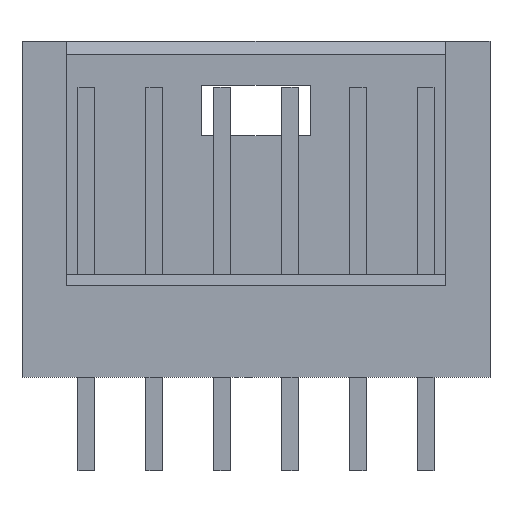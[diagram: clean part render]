
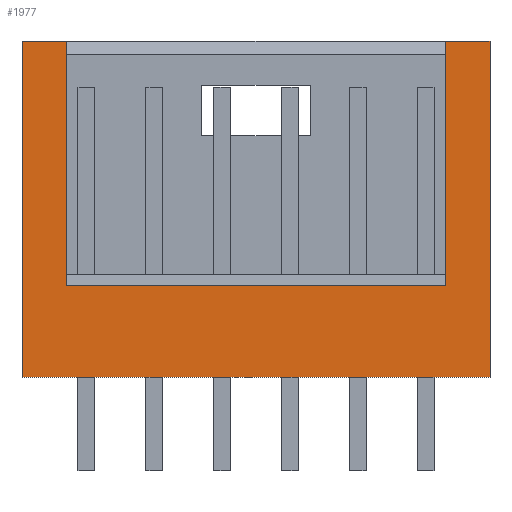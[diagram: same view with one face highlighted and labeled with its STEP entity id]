
A CAD part, front view. The second image highlights one B-rep face of the part: STEP entity #1977.
In plain terms, the highlighted planar face has unit normal (0, -1, 0).
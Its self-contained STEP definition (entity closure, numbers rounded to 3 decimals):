
#185=DIRECTION('',(1.,0.,0.));
#186=VECTOR('',#185,1.655);
#187=CARTESIAN_POINT('',(7.11,-2.21,0.));
#188=LINE('',#187,#186);
#193=DIRECTION('',(1.,0.,0.));
#194=VECTOR('',#193,1.655);
#195=CARTESIAN_POINT('',(-8.765,-2.21,0.));
#196=LINE('',#195,#194);
#421=DIRECTION('',(0.,0.,-1.));
#422=VECTOR('',#421,9.17);
#423=CARTESIAN_POINT('',(7.11,-2.21,0.));
#424=LINE('',#423,#422);
#425=DIRECTION('',(0.,0.,-1.));
#426=VECTOR('',#425,12.6);
#427=CARTESIAN_POINT('',(-8.765,-2.21,0.));
#428=LINE('',#427,#426);
#429=DIRECTION('',(0.,0.,-1.));
#430=VECTOR('',#429,9.17);
#431=CARTESIAN_POINT('',(-7.11,-2.21,0.));
#432=LINE('',#431,#430);
#433=DIRECTION('',(1.,0.,0.));
#434=VECTOR('',#433,14.22);
#435=CARTESIAN_POINT('',(-7.11,-2.21,-9.17));
#436=LINE('',#435,#434);
#449=DIRECTION('',(0.,0.,-1.));
#450=VECTOR('',#449,12.6);
#451=CARTESIAN_POINT('',(8.765,-2.21,0.));
#452=LINE('',#451,#450);
#485=DIRECTION('',(1.,0.,0.));
#486=VECTOR('',#485,17.53);
#487=CARTESIAN_POINT('',(-8.765,-2.21,-12.6));
#488=LINE('',#487,#486);
#1198=CARTESIAN_POINT('',(-8.765,-2.21,-12.6));
#1200=VERTEX_POINT('',#1198);
#1201=CARTESIAN_POINT('',(8.765,-2.21,-12.6));
#1202=VERTEX_POINT('',#1201);
#1205=CARTESIAN_POINT('',(-8.765,-2.21,0.));
#1206=VERTEX_POINT('',#1205);
#1207=CARTESIAN_POINT('',(8.765,-2.21,0.));
#1208=VERTEX_POINT('',#1207);
#1313=CARTESIAN_POINT('',(7.11,-2.21,0.));
#1315=VERTEX_POINT('',#1313);
#1317=CARTESIAN_POINT('',(-7.11,-2.21,0.));
#1319=VERTEX_POINT('',#1317);
#1321=CARTESIAN_POINT('',(7.11,-2.21,-9.17));
#1322=VERTEX_POINT('',#1321);
#1323=CARTESIAN_POINT('',(-7.11,-2.21,-9.17));
#1324=VERTEX_POINT('',#1323);
#1958=CARTESIAN_POINT('',(-8.765,-2.21,0.));
#1959=DIRECTION('',(0.,-1.,0.));
#1960=DIRECTION('',(1.,0.,0.));
#1961=AXIS2_PLACEMENT_3D('',#1958,#1959,#1960);
#1962=PLANE('',#1961);
#1963=ORIENTED_EDGE('',*,*,#1948,.F.);
#1964=ORIENTED_EDGE('',*,*,#1580,.T.);
#1966=ORIENTED_EDGE('',*,*,#1965,.T.);
#1968=ORIENTED_EDGE('',*,*,#1967,.F.);
#1969=ORIENTED_EDGE('',*,*,#1617,.F.);
#1970=ORIENTED_EDGE('',*,*,#1592,.T.);
#1972=ORIENTED_EDGE('',*,*,#1971,.T.);
#1974=ORIENTED_EDGE('',*,*,#1973,.T.);
#1975=EDGE_LOOP('',(#1963,#1964,#1966,#1968,#1969,#1970,#1972,#1974));
#1976=FACE_OUTER_BOUND('',#1975,.F.);
#1977=ADVANCED_FACE('',(#1976),#1962,.T.);
#1580=EDGE_CURVE('',#1315,#1208,#188,.T.);
#1592=EDGE_CURVE('',#1206,#1319,#196,.T.);
#1617=EDGE_CURVE('',#1206,#1200,#428,.T.);
#1948=EDGE_CURVE('',#1315,#1322,#424,.T.);
#1965=EDGE_CURVE('',#1208,#1202,#452,.T.);
#1967=EDGE_CURVE('',#1200,#1202,#488,.T.);
#1971=EDGE_CURVE('',#1319,#1324,#432,.T.);
#1973=EDGE_CURVE('',#1324,#1322,#436,.T.);
